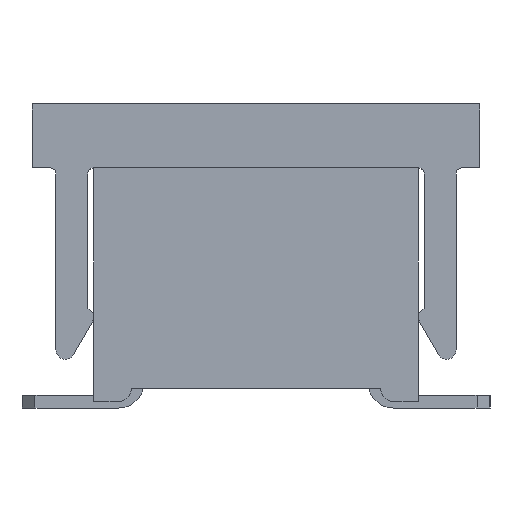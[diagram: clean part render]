
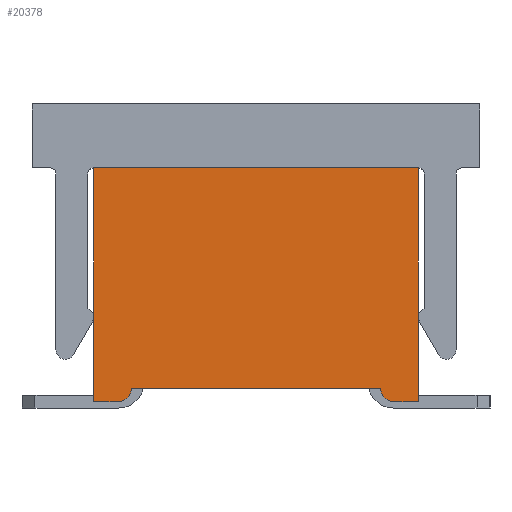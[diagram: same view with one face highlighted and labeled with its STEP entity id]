
A CAD part, front view. The second image highlights one B-rep face of the part: STEP entity #20378.
In plain terms, the highlighted face is planar.
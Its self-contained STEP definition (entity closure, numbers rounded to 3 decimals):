
#772=PLANE('',#22222);
#3106=LINE('',#33847,#5438);
#3109=LINE('',#33852,#5441);
#3110=LINE('',#33854,#5442);
#3111=LINE('',#33856,#5443);
#3112=LINE('',#33858,#5444);
#3113=LINE('',#33860,#5445);
#5438=VECTOR('',#27889,1000.);
#5441=VECTOR('',#27896,1000.);
#5442=VECTOR('',#27897,1000.);
#5443=VECTOR('',#27898,1000.);
#5444=VECTOR('',#27899,1000.);
#5445=VECTOR('',#27900,1000.);
#11066=ORIENTED_EDGE('',*,*,#14297,.T.);
#11067=ORIENTED_EDGE('',*,*,#13802,.T.);
#11068=ORIENTED_EDGE('',*,*,#14294,.F.);
#11069=ORIENTED_EDGE('',*,*,#13838,.T.);
#11070=ORIENTED_EDGE('',*,*,#14298,.T.);
#11071=ORIENTED_EDGE('',*,*,#14299,.T.);
#11072=ORIENTED_EDGE('',*,*,#14300,.T.);
#11073=ORIENTED_EDGE('',*,*,#14301,.T.);
#13802=EDGE_CURVE('',#15895,#15894,#16816,.T.);
#13838=EDGE_CURVE('',#15931,#15930,#16833,.T.);
#14294=EDGE_CURVE('',#15931,#15894,#3106,.T.);
#14297=EDGE_CURVE('',#16206,#15895,#3109,.T.);
#14298=EDGE_CURVE('',#15930,#16207,#3110,.T.);
#14299=EDGE_CURVE('',#16207,#16208,#3111,.T.);
#14300=EDGE_CURVE('',#16208,#16209,#3112,.T.);
#14301=EDGE_CURVE('',#16209,#16206,#3113,.T.);
#15894=VERTEX_POINT('',#32885);
#15895=VERTEX_POINT('',#32887);
#15930=VERTEX_POINT('',#32958);
#15931=VERTEX_POINT('',#32960);
#16206=VERTEX_POINT('',#33853);
#16207=VERTEX_POINT('',#33855);
#16208=VERTEX_POINT('',#33857);
#16209=VERTEX_POINT('',#33859);
#16816=CIRCLE('',#22045,0.2);
#16833=CIRCLE('',#22063,0.2);
#17880=EDGE_LOOP('',(#11066,#11067,#11068,#11069,#11070,#11071,#11072,#11073));
#18980=FACE_BOUND('',#17880,.T.);
#20378=ADVANCED_FACE('',(#18980),#772,.T.);
#22045=AXIS2_PLACEMENT_3D('',#32886,#27063,#27064);
#22063=AXIS2_PLACEMENT_3D('',#32959,#27118,#27119);
#22222=AXIS2_PLACEMENT_3D('',#33851,#27894,#27895);
#27063=DIRECTION('',(-1.,0.,0.));
#27064=DIRECTION('',(0.,0.,1.));
#27118=DIRECTION('',(-1.,0.,0.));
#27119=DIRECTION('',(0.,0.,1.));
#27889=DIRECTION('',(0.,1.,0.));
#27894=DIRECTION('',(-1.,0.,0.));
#27895=DIRECTION('',(0.,0.,1.));
#27896=DIRECTION('',(0.,-1.,0.));
#27897=DIRECTION('',(0.,-1.,0.));
#27898=DIRECTION('',(0.,0.,1.));
#27899=DIRECTION('',(0.,1.,0.));
#27900=DIRECTION('',(0.,0.,-1.));
#32885=CARTESIAN_POINT('',(-7.62,1.92,-1.6));
#32886=CARTESIAN_POINT('',(-7.62,2.12,-1.6));
#32887=CARTESIAN_POINT('',(-7.62,2.12,-1.8));
#32958=CARTESIAN_POINT('',(-7.62,-2.12,-1.8));
#32959=CARTESIAN_POINT('',(-7.62,-2.12,-1.6));
#32960=CARTESIAN_POINT('',(-7.62,-1.92,-1.6));
#33847=CARTESIAN_POINT('',(-7.62,0.,-1.6));
#33851=CARTESIAN_POINT('',(-7.62,0.,0.));
#33852=CARTESIAN_POINT('',(-7.62,2.5,-1.8));
#33853=CARTESIAN_POINT('',(-7.62,2.5,-1.8));
#33854=CARTESIAN_POINT('',(-7.62,2.5,-1.8));
#33855=CARTESIAN_POINT('',(-7.62,-2.5,-1.8));
#33856=CARTESIAN_POINT('',(-7.62,-2.5,-1.8));
#33857=CARTESIAN_POINT('',(-7.62,-2.5,1.8));
#33858=CARTESIAN_POINT('',(-7.62,-2.5,1.8));
#33859=CARTESIAN_POINT('',(-7.62,2.5,1.8));
#33860=CARTESIAN_POINT('',(-7.62,2.5,1.8));
